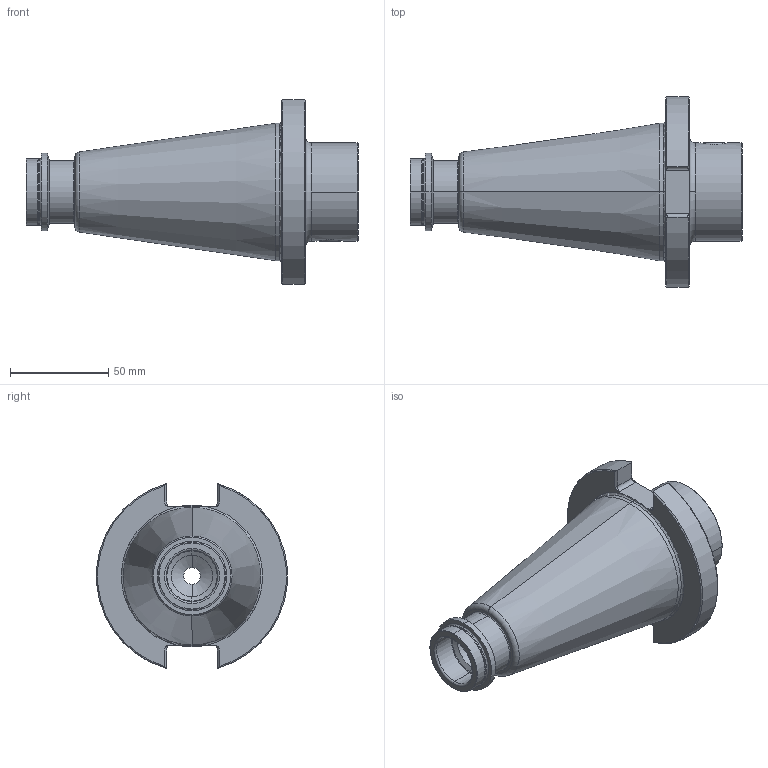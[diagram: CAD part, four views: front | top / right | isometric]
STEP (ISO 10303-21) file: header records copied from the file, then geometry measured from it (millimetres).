
FILE_DESCRIPTION (( 'STEP AP203' ), '1' );
FILE_NAME ('A54.500.050.042.STEP', '2024-08-09T06:40:15', ( '' ), ( '' ), 'SwSTEP 2.0', 'SolidWorks 2022', '' );
FILE_SCHEMA (( 'CONFIG_CONTROL_DESIGN' ));
Length unit declared in the file: millimetre
Products named in the file (3): WH5-ER1.001.017; A54.500.050.042; SZ5-WH5.K01.042_A
Assembly tree (3 placements, depth 2):
  A54.500.050.042
    SZ5-WH5.K01.042_A
    WH5-ER1.001.017  x2
Bounding box: 168.8 x 96.94 x 93.84 mm (x, y, z)
Volume: 359349.6 mm3; surface area: 52735.4 mm2
Topology: 3 solids, 3 shells, 166 faces, 378 edges, 218 vertices
Faces by surface type: plane 52, cylinder 48, torus 34, cone 32
Entity records: 4599 total; most frequent: CARTESIAN_POINT 1185, DIRECTION 694, ORIENTED_EDGE 628, EDGE_CURVE 314, AXIS2_PLACEMENT_3D 284, VERTEX_POINT 183, EDGE_LOOP 147, CIRCLE 140
